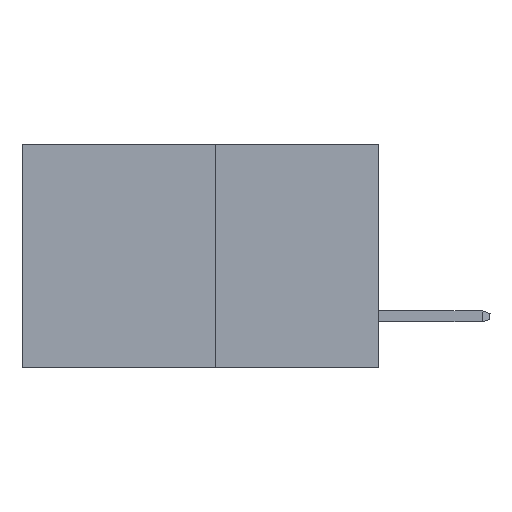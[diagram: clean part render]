
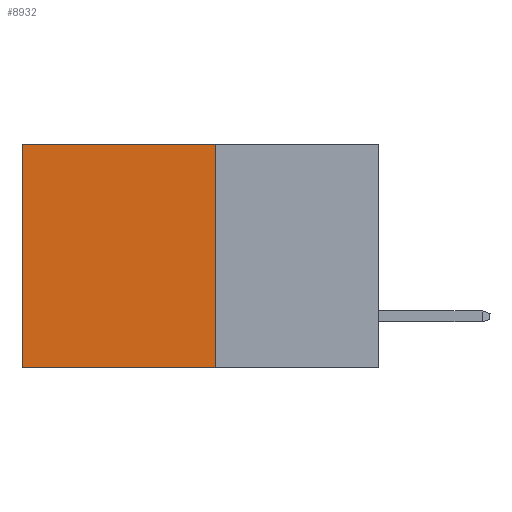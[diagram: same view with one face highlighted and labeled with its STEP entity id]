
A CAD part, left-side view. The second image highlights one B-rep face of the part: STEP entity #8932.
In plain terms, the highlighted planar face has unit normal (-1, 0, 0).
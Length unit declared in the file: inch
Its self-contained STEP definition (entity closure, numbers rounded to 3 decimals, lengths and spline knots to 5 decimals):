
#831 = EDGE_CURVE ( 'NONE', #14821, #10158, #3039, .T. ) ;
#1105 = EDGE_CURVE ( 'NONE', #14821, #17128, #8831, .T. ) ;
#1288 = CARTESIAN_POINT ( 'NONE',  ( 0.277, 0.27, 0. ) ) ;
#1935 = DIRECTION ( 'NONE',  ( 0., 0., -1. ) ) ;
#2392 = EDGE_CURVE ( 'NONE', #17128, #20918, #3969, .T. ) ;
#3039 = LINE ( 'NONE', #15428, #3785 ) ;
#3066 = CARTESIAN_POINT ( 'NONE',  ( 0.277, 0.27, -0.37 ) ) ;
#3155 = DIRECTION ( 'NONE',  ( 0., 1., 0. ) ) ;
#3240 = VECTOR ( 'NONE', #1935, 39.37008 ) ;
#3785 = VECTOR ( 'NONE', #11228, 39.37008 ) ;
#3969 = LINE ( 'NONE', #8236, #3240 ) ;
#4409 = LINE ( 'NONE', #9637, #26126 ) ;
#5313 = DIRECTION ( 'NONE',  ( 1., 0., 0. ) ) ;
#8236 = CARTESIAN_POINT ( 'NONE',  ( 0.277, 0.59, -0.37 ) ) ;
#8831 = LINE ( 'NONE', #24963, #19522 ) ;
#8932 = ADVANCED_FACE ( 'NONE', ( #18747 ), #16004, .F. ) ;
#9637 = CARTESIAN_POINT ( 'NONE',  ( 0.277, 0.27, -0.37 ) ) ;
#10158 = VERTEX_POINT ( 'NONE', #27502 ) ;
#11228 = DIRECTION ( 'NONE',  ( 0., 0., -1. ) ) ;
#12410 = ORIENTED_EDGE ( 'NONE', *, *, #831, .F. ) ;
#12534 = AXIS2_PLACEMENT_3D ( 'NONE', #3066, #5313, #20259 ) ;
#12631 = CARTESIAN_POINT ( 'NONE',  ( 0.277, 0.59, 0. ) ) ;
#13840 = CARTESIAN_POINT ( 'NONE',  ( 0.277, 0.59, -0.37 ) ) ;
#13996 = ORIENTED_EDGE ( 'NONE', *, *, #2392, .T. ) ;
#14821 = VERTEX_POINT ( 'NONE', #1288 ) ;
#15317 = EDGE_CURVE ( 'NONE', #10158, #20918, #4409, .T. ) ;
#15428 = CARTESIAN_POINT ( 'NONE',  ( 0.277, 0.27, -0.37 ) ) ;
#16004 = PLANE ( 'NONE',  #12534 ) ;
#16830 = ORIENTED_EDGE ( 'NONE', *, *, #1105, .T. ) ;
#17128 = VERTEX_POINT ( 'NONE', #12631 ) ;
#18747 = FACE_OUTER_BOUND ( 'NONE', #25814, .T. ) ;
#19522 = VECTOR ( 'NONE', #24006, 39.37008 ) ;
#20259 = DIRECTION ( 'NONE',  ( 0., 0., -1. ) ) ;
#20918 = VERTEX_POINT ( 'NONE', #13840 ) ;
#24006 = DIRECTION ( 'NONE',  ( 0., 1., 0. ) ) ;
#24219 = ORIENTED_EDGE ( 'NONE', *, *, #15317, .F. ) ;
#24963 = CARTESIAN_POINT ( 'NONE',  ( 0.277, 0.27, 0. ) ) ;
#25814 = EDGE_LOOP ( 'NONE', ( #13996, #24219, #12410, #16830 ) ) ;
#26126 = VECTOR ( 'NONE', #3155, 39.37008 ) ;
#27502 = CARTESIAN_POINT ( 'NONE',  ( 0.277, 0.27, -0.37 ) ) ;
